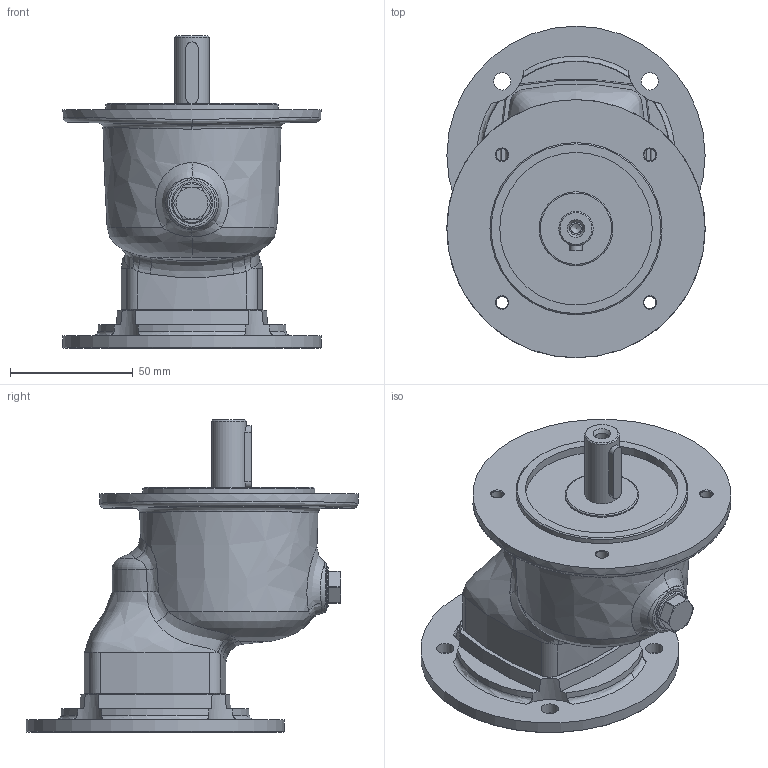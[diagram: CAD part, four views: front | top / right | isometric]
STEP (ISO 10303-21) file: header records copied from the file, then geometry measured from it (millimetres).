
FILE_DESCRIPTION( ( 'Unknown' ), '1' );
FILE_NAME( '85179467228FDCF7C31AAD6A2BAEBE.3d.stp', 'Unknown', ( 'Unknown' ), ( 'Unknown' ), 'PSStep 10.1', 'Unknown', ' ' );
FILE_SCHEMA( ( 'AUTOMOTIVE_DESIGN { 1 0 10303 214 1 1 1 1 }' ) );
Length unit declared in the file: millimetre
Products named in the file (1): 211N8800
Bounding box: 105 x 135 x 127 mm (x, y, z)
Volume: 404630.3 mm3; surface area: 62903.2 mm2
Topology: 1 solids, 9 shells, 259 faces, 621 edges, 398 vertices
Faces by surface type: plane 90, cylinder 62, cone 58, bspline 32, torus 15, sphere 2
Full cylindrical faces by diameter (mm): 4.134 x1, 4.917 x8, 5.3 x1, 6 x4, 6.5 x4, 7 x4, 10 x4, 11 x4, 14 x1, 16.662 x1, 25 x1, 30 x1, 40 x1, 62 x1, 70 x2, 105 x2
Entity records: 23838 total; most frequent: CARTESIAN_POINT 16493, DIRECTION 1050, ORIENTED_EDGE 994, EDGE_CURVE 497, AXIS2_PLACEMENT_3D 462, EDGE_LOOP 380, VERTEX_POINT 358, FACE_OUTER_BOUND 310
